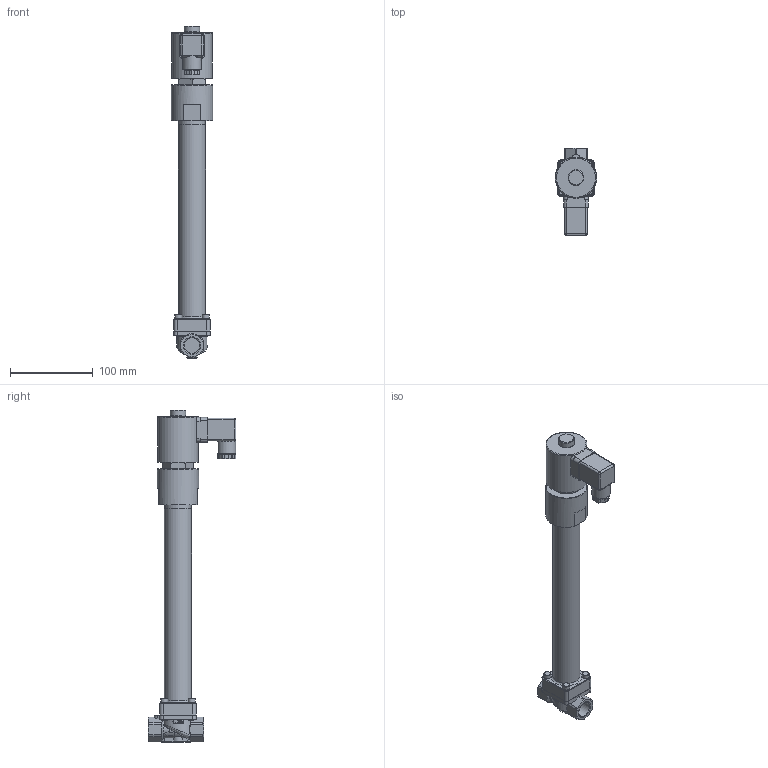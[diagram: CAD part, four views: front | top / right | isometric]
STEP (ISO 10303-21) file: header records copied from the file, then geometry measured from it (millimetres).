
FILE_DESCRIPTION(/* description */ ('3D-Model'),/* implementation_level */ '2;1');
FILE_NAME(/* name */ '091.000010_A9123-0804-.802.stp',/* time_stamp */ '2021-04-16T08:29:22+02:00',/* author */ ('CBeuthner'),/* organization */ (''),/* preprocessor_version */ 'ST-DEVELOPER v16.1',/* originating_system */ 'Autodesk Inventor 2016',/* authorisation */ '');
FILE_SCHEMA (('CONFIG_CONTROL_DESIGN'));
Length unit declared in the file: millimetre
Products named in the file (1): 88-005075
Bounding box: 50 x 105.8 x 400 mm (x, y, z)
Volume: 514189.2 mm3; surface area: 69317 mm2
Topology: 1 solids, 1 shells, 395 faces, 1021 edges, 647 vertices
Faces by surface type: plane 167, cylinder 102, bspline 58, cone 42, torus 20, sphere 6
Full cylindrical faces by diameter (mm): 4.134 x4, 5 x4, 8.5 x4, 17 x1, 18.631 x2, 19 x1, 22 x1, 32 x1, 32.6 x1, 41.2 x1, 49.2 x1, 50 x1
Entity records: 23778 total; most frequent: CARTESIAN_POINT 14929, ORIENTED_EDGE 1936, DIRECTION 1646, EDGE_CURVE 966, VERTEX_POINT 635, AXIS2_PLACEMENT_3D 626, EDGE_LOOP 465, FACE_OUTER_BOUND 395
